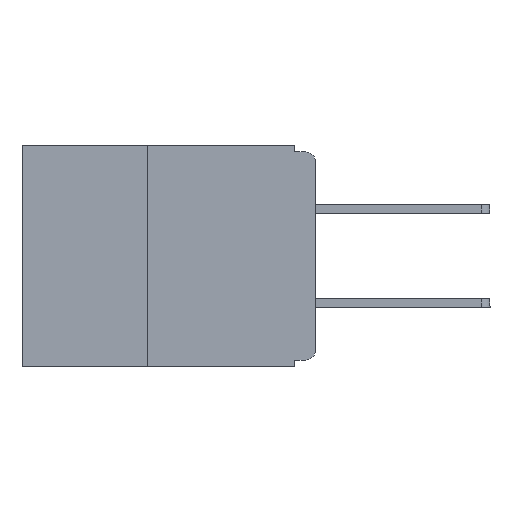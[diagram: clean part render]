
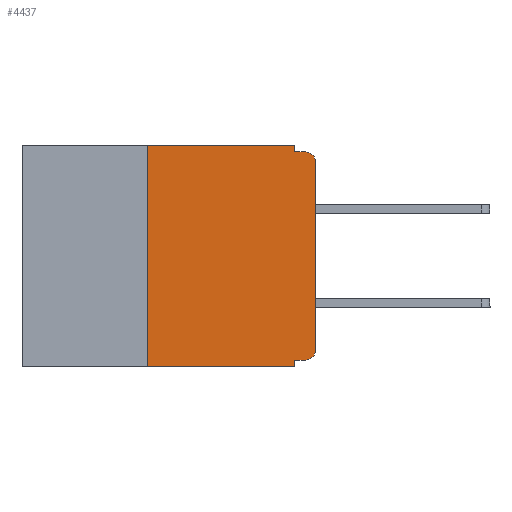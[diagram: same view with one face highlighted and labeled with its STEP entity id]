
A CAD part, left-side view. The second image highlights one B-rep face of the part: STEP entity #4437.
In plain terms, the highlighted planar face has unit normal (-1, 0, 0).
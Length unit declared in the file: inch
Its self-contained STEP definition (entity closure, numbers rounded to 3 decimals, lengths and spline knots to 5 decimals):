
#371 = CARTESIAN_POINT ( 'NONE',  ( 0., 0.015, -0.01 ) ) ;
#667 = LINE ( 'NONE', #17400, #6839 ) ;
#1038 = ORIENTED_EDGE ( 'NONE', *, *, #14016, .T. ) ;
#1326 = ORIENTED_EDGE ( 'NONE', *, *, #3761, .T. ) ;
#1672 = DIRECTION ( 'NONE',  ( 0., 0., -1. ) ) ;
#2051 = ORIENTED_EDGE ( 'NONE', *, *, #14190, .F. ) ;
#2136 = CARTESIAN_POINT ( 'NONE',  ( 0., 0.25, -0.33 ) ) ;
#2232 = DIRECTION ( 'NONE',  ( 0., 0., 1. ) ) ;
#2455 = CIRCLE ( 'NONE', #8721, 0.015 ) ;
#2552 = CARTESIAN_POINT ( 'NONE',  ( 0., 0., -0.01 ) ) ;
#2588 = ORIENTED_EDGE ( 'NONE', *, *, #17158, .F. ) ;
#2647 = VERTEX_POINT ( 'NONE', #21310 ) ;
#3407 = VERTEX_POINT ( 'NONE', #7982 ) ;
#3676 = DIRECTION ( 'NONE',  ( 0., 0., -1. ) ) ;
#3761 = EDGE_CURVE ( 'NONE', #26249, #17167, #6981, .T. ) ;
#3966 = CARTESIAN_POINT ( 'NONE',  ( 0., 0.031, 0. ) ) ;
#4437 = ADVANCED_FACE ( 'NONE', ( #20832 ), #19981, .F. ) ;
#5018 = VERTEX_POINT ( 'NONE', #3966 ) ;
#5496 = ORIENTED_EDGE ( 'NONE', *, *, #20253, .T. ) ;
#5552 = CARTESIAN_POINT ( 'NONE',  ( 0., 0.015, -0.025 ) ) ;
#5643 = DIRECTION ( 'NONE',  ( 0., -1., 0. ) ) ;
#5756 = CARTESIAN_POINT ( 'NONE',  ( 0., 0.437, -0.33 ) ) ;
#6225 = LINE ( 'NONE', #27653, #22924 ) ;
#6330 = VECTOR ( 'NONE', #19373, 39.37008 ) ;
#6337 = DIRECTION ( 'NONE',  ( 1., 0., 0. ) ) ;
#6442 = VERTEX_POINT ( 'NONE', #11640 ) ;
#6766 = EDGE_CURVE ( 'NONE', #5018, #6442, #667, .T. ) ;
#6839 = VECTOR ( 'NONE', #3676, 39.37008 ) ;
#6981 = LINE ( 'NONE', #5756, #26411 ) ;
#7852 = DIRECTION ( 'NONE',  ( 0., 0., -1. ) ) ;
#7982 = CARTESIAN_POINT ( 'NONE',  ( 0., 0., -0.025 ) ) ;
#8058 = LINE ( 'NONE', #25233, #13432 ) ;
#8071 = AXIS2_PLACEMENT_3D ( 'NONE', #13142, #6337, #22240 ) ;
#8639 = AXIS2_PLACEMENT_3D ( 'NONE', #5552, #21468, #7852 ) ;
#8721 = AXIS2_PLACEMENT_3D ( 'NONE', #28745, #15413, #1672 ) ;
#8906 = EDGE_CURVE ( 'NONE', #25284, #16499, #2455, .T. ) ;
#10760 = CARTESIAN_POINT ( 'NONE',  ( 0., 0.031, -0.33 ) ) ;
#10860 = EDGE_CURVE ( 'NONE', #26249, #24888, #22342, .T. ) ;
#11640 = CARTESIAN_POINT ( 'NONE',  ( 0., 0.031, -0.01 ) ) ;
#11904 = VECTOR ( 'NONE', #28688, 39.37008 ) ;
#12082 = VECTOR ( 'NONE', #14037, 39.37008 ) ;
#12457 = CARTESIAN_POINT ( 'NONE',  ( 0., 0., -0.305 ) ) ;
#13142 = CARTESIAN_POINT ( 'NONE',  ( 0., 0.437, 0. ) ) ;
#13432 = VECTOR ( 'NONE', #14068, 39.37008 ) ;
#14016 = EDGE_CURVE ( 'NONE', #3407, #20218, #16170, .T. ) ;
#14037 = DIRECTION ( 'NONE',  ( 0., -1., 0. ) ) ;
#14068 = DIRECTION ( 'NONE',  ( 0., -1., 0. ) ) ;
#14190 = EDGE_CURVE ( 'NONE', #2647, #17167, #29040, .T. ) ;
#15091 = CARTESIAN_POINT ( 'NONE',  ( 0., 0.015, -0.32 ) ) ;
#15413 = DIRECTION ( 'NONE',  ( -1., 0., 0. ) ) ;
#16170 = CIRCLE ( 'NONE', #8639, 0.015 ) ;
#16323 = VECTOR ( 'NONE', #2232, 39.37008 ) ;
#16499 = VERTEX_POINT ( 'NONE', #12457 ) ;
#16565 = DIRECTION ( 'NONE',  ( 0., 0., 1. ) ) ;
#16764 = ORIENTED_EDGE ( 'NONE', *, *, #16940, .F. ) ;
#16940 = EDGE_CURVE ( 'NONE', #6442, #20218, #18831, .T. ) ;
#17158 = EDGE_CURVE ( 'NONE', #25284, #2647, #18468, .T. ) ;
#17167 = VERTEX_POINT ( 'NONE', #21633 ) ;
#17400 = CARTESIAN_POINT ( 'NONE',  ( 0., 0.031, 0. ) ) ;
#18165 = CARTESIAN_POINT ( 'NONE',  ( 0., 0.25, 0. ) ) ;
#18234 = EDGE_CURVE ( 'NONE', #24888, #5018, #8058, .T. ) ;
#18468 = LINE ( 'NONE', #25965, #6330 ) ;
#18831 = LINE ( 'NONE', #2552, #12082 ) ;
#19373 = DIRECTION ( 'NONE',  ( 0., 1., 0. ) ) ;
#19379 = EDGE_LOOP ( 'NONE', ( #5496, #1038, #16764, #23431, #20892, #22541, #1326, #2051, #2588, #24200 ) ) ;
#19981 = PLANE ( 'NONE',  #8071 ) ;
#20218 = VERTEX_POINT ( 'NONE', #371 ) ;
#20253 = EDGE_CURVE ( 'NONE', #16499, #3407, #6225, .T. ) ;
#20832 = FACE_OUTER_BOUND ( 'NONE', #19379, .T. ) ;
#20892 = ORIENTED_EDGE ( 'NONE', *, *, #18234, .F. ) ;
#20942 = CARTESIAN_POINT ( 'NONE',  ( 0., 0.25, -0.33 ) ) ;
#21310 = CARTESIAN_POINT ( 'NONE',  ( 0., 0.031, -0.32 ) ) ;
#21468 = DIRECTION ( 'NONE',  ( -1., 0., 0. ) ) ;
#21633 = CARTESIAN_POINT ( 'NONE',  ( 0., 0.031, -0.33 ) ) ;
#22240 = DIRECTION ( 'NONE',  ( 0., 0., -1. ) ) ;
#22342 = LINE ( 'NONE', #2136, #16323 ) ;
#22541 = ORIENTED_EDGE ( 'NONE', *, *, #10860, .F. ) ;
#22924 = VECTOR ( 'NONE', #16565, 39.37008 ) ;
#23431 = ORIENTED_EDGE ( 'NONE', *, *, #6766, .F. ) ;
#24200 = ORIENTED_EDGE ( 'NONE', *, *, #8906, .T. ) ;
#24888 = VERTEX_POINT ( 'NONE', #18165 ) ;
#25233 = CARTESIAN_POINT ( 'NONE',  ( 0., 0.437, 0. ) ) ;
#25284 = VERTEX_POINT ( 'NONE', #15091 ) ;
#25965 = CARTESIAN_POINT ( 'NONE',  ( 0., 0., -0.32 ) ) ;
#26249 = VERTEX_POINT ( 'NONE', #20942 ) ;
#26411 = VECTOR ( 'NONE', #5643, 39.37008 ) ;
#27653 = CARTESIAN_POINT ( 'NONE',  ( 0., 0., 0. ) ) ;
#28688 = DIRECTION ( 'NONE',  ( 0., 0., -1. ) ) ;
#28745 = CARTESIAN_POINT ( 'NONE',  ( 0., 0.015, -0.305 ) ) ;
#29040 = LINE ( 'NONE', #10760, #11904 ) ;
